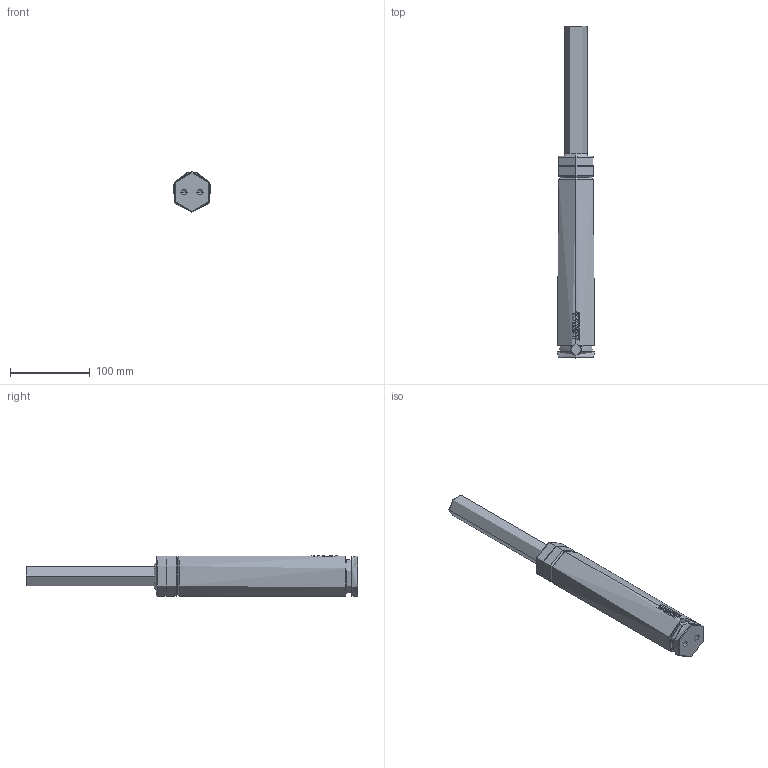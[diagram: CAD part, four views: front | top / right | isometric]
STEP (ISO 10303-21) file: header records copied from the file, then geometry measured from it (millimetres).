
FILE_DESCRIPTION (( 'STEP AP214' ), '1' );
FILE_NAME ('HS-MX1000-160.STEP', '2019-07-12T13:34:59', ( 'Metrol Springs' ), ( 'Hewlett-Packard Company' ), 'SwSTEP 2.0', 'SolidWorks 2017', '' );
FILE_SCHEMA (( 'AUTOMOTIVE_DESIGN' ));
Length unit declared in the file: millimetre
Products named in the file (3): HS-MX1000 Body_HS-MX1000-160; HS-MX1000 Piston_HS-MX1000-160; HS-MX1000-160
Assembly tree (2 placements, depth 2):
  HS-MX1000-160
    HS-MX1000 Body_HS-MX1000-160
    HS-MX1000 Piston_HS-MX1000-160
Bounding box: 46.93 x 415 x 50.1 mm (x, y, z)
Volume: 432034.6 mm3; surface area: 89194.1 mm2
Topology: 7 solids, 7 shells, 141 faces, 334 edges, 209 vertices
Faces by surface type: bspline 40, cylinder 36, plane 31, torus 18, cone 16
Entity records: 6789 total; most frequent: CARTESIAN_POINT 2868, ORIENTED_EDGE 656, DIRECTION 523, EDGE_CURVE 328, VERTEX_POINT 209, AXIS2_PLACEMENT_3D 198, EDGE_LOOP 153, FACE_OUTER_BOUND 141
